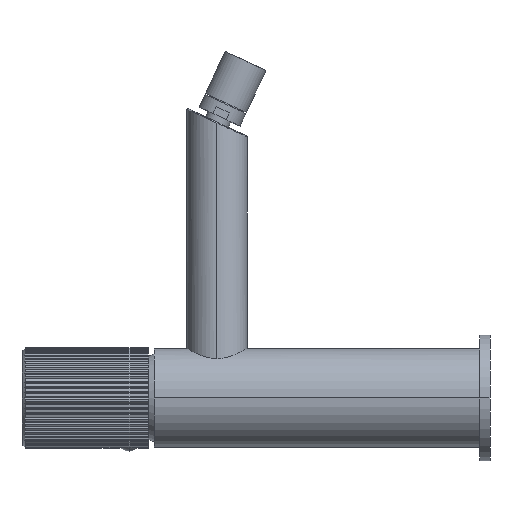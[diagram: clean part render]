
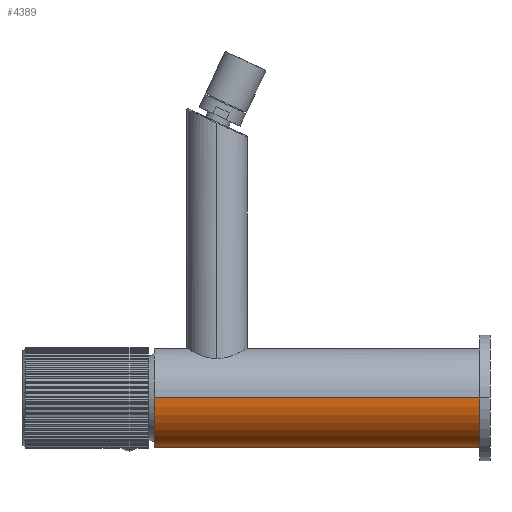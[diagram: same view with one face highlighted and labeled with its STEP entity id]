
A CAD part, left-side view. The second image highlights one B-rep face of the part: STEP entity #4389.
In plain terms, the highlighted cylindrical face has radius 19.75 mm (diameter 39.5 mm), a partial arc.
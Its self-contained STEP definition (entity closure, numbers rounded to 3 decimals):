
#180=CARTESIAN_POINT('',(0.,0.,0.));
#181=DIRECTION('',(0.,-1.,0.));
#182=DIRECTION('',(-1.,0.,0.));
#183=AXIS2_PLACEMENT_3D('',#180,#181,#182);
#185=DIRECTION('',(0.,1.,0.));
#186=VECTOR('',#185,130.);
#187=CARTESIAN_POINT('',(19.75,0.,0.));
#188=LINE('',#187,#186);
#189=DIRECTION('',(0.,1.,0.));
#190=VECTOR('',#189,130.);
#191=CARTESIAN_POINT('',(-19.75,0.,0.));
#192=LINE('',#191,#190);
#226=CARTESIAN_POINT('',(0.,130.,0.));
#227=DIRECTION('',(0.,1.,0.));
#228=DIRECTION('',(1.,0.,0.));
#229=AXIS2_PLACEMENT_3D('',#226,#227,#228);
#3547=CARTESIAN_POINT('',(19.75,130.,0.));
#3548=CARTESIAN_POINT('',(-19.75,130.,0.));
#3549=VERTEX_POINT('',#3547);
#3550=VERTEX_POINT('',#3548);
#4285=CARTESIAN_POINT('',(19.75,0.,0.));
#4286=CARTESIAN_POINT('',(-19.75,0.,0.));
#4287=VERTEX_POINT('',#4285);
#4288=VERTEX_POINT('',#4286);
#4376=CARTESIAN_POINT('',(0.,136.5,0.));
#4377=DIRECTION('',(0.,-1.,0.));
#4378=DIRECTION('',(-1.,0.,0.));
#4379=AXIS2_PLACEMENT_3D('',#4376,#4377,#4378);
#4380=CYLINDRICAL_SURFACE('',#4379,19.75);
#4382=ORIENTED_EDGE('',*,*,#4381,.T.);
#4383=ORIENTED_EDGE('',*,*,#4356,.T.);
#4385=ORIENTED_EDGE('',*,*,#4384,.T.);
#4386=ORIENTED_EDGE('',*,*,#4352,.F.);
#4387=EDGE_LOOP('',(#4382,#4383,#4385,#4386));
#4388=FACE_OUTER_BOUND('',#4387,.F.);
#4389=ADVANCED_FACE('',(#4388),#4380,.T.);
#184=CIRCLE('',#183,19.75);
#230=CIRCLE('',#229,19.75);
#4352=EDGE_CURVE('',#4288,#3550,#192,.T.);
#4356=EDGE_CURVE('',#4287,#3549,#188,.T.);
#4381=EDGE_CURVE('',#4288,#4287,#184,.T.);
#4384=EDGE_CURVE('',#3549,#3550,#230,.T.);
